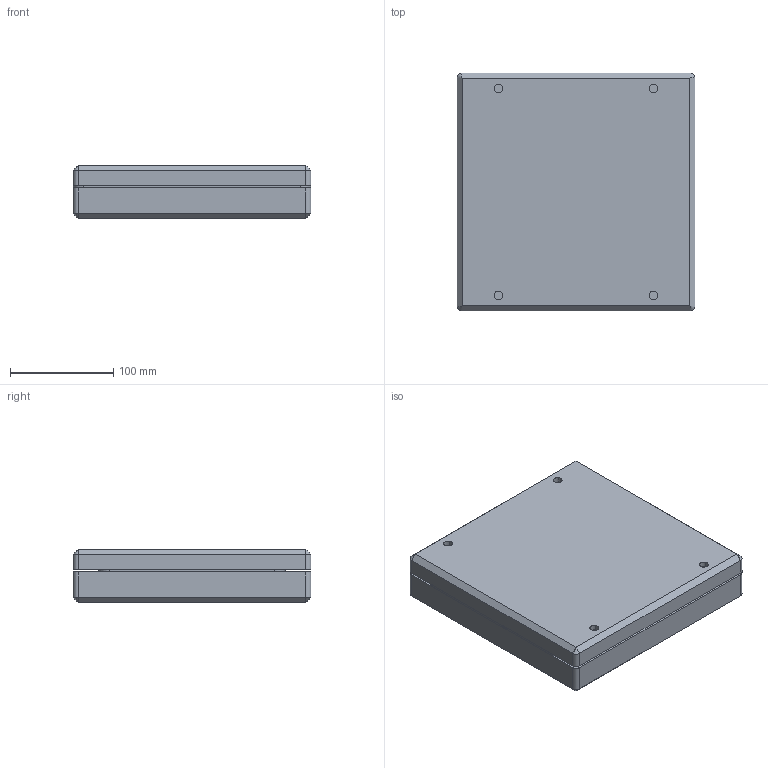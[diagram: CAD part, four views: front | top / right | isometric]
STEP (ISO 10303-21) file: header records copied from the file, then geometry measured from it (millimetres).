
FILE_DESCRIPTION(('CATIA V5 STEP Exchange'),'2;1');
FILE_NAME('IRTG_reference_Structure_Tool_noRibs_20170228.stp','2017-02-28T08:11:53+00:00',('none'),('none'),'CATIA Version 5-6 Release 2014','CATIA V5 STEP AP203','none');
FILE_SCHEMA(('CONFIG_CONTROL_DESIGN'));
Length unit declared in the file: millimetre
Products named in the file (1): IRTG_reference_Structure_Tool_noRibs
Bounding box: 230 x 230 x 52 mm (x, y, z)
Volume: 2678605.6 mm3; surface area: 357760.2 mm2
Topology: 3 solids, 3 shells, 236 faces, 548 edges, 332 vertices
Faces by surface type: cylinder 108, plane 88, sphere 16, bspline 16, cone 8
Entity records: 6949 total; most frequent: CARTESIAN_POINT 2480, ORIENTED_EDGE 1080, DIRECTION 669, EDGE_CURVE 468, VERTEX_POINT 292, AXIS2_PLACEMENT_3D 287, EDGE_LOOP 274, VECTOR 248
